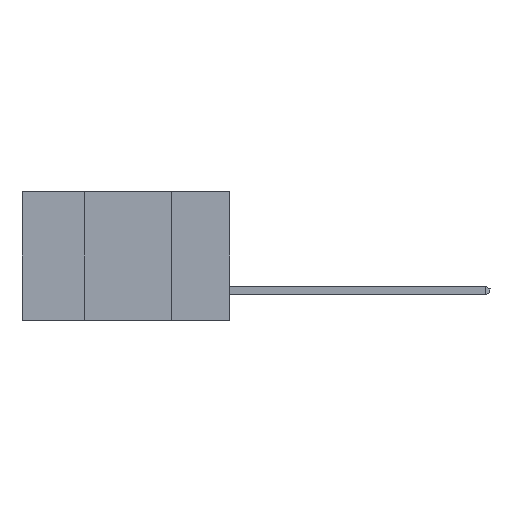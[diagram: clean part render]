
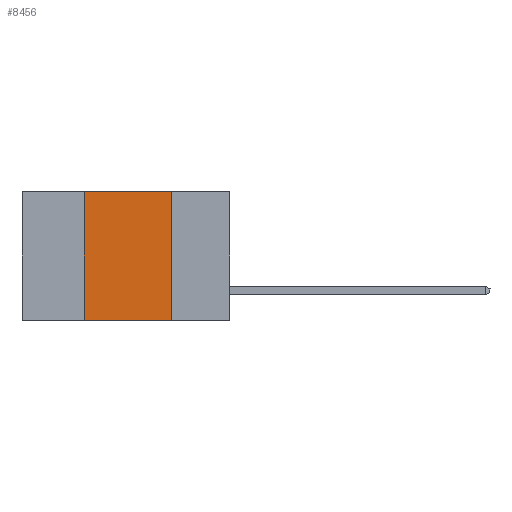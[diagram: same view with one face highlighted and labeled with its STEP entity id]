
A CAD part, left-side view. The second image highlights one B-rep face of the part: STEP entity #8456.
In plain terms, the highlighted planar face has unit normal (-1, 0, 0).
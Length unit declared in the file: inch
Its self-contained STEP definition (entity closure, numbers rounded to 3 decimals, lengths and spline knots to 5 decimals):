
#175 = DIRECTION ( 'NONE',  ( 0., 0., -1. ) ) ;
#965 = VECTOR ( 'NONE', #1265, 39.37008 ) ;
#1213 = DIRECTION ( 'NONE',  ( 0., -1., 0. ) ) ;
#1265 = DIRECTION ( 'NONE',  ( 0., -1., 0. ) ) ;
#1835 = CARTESIAN_POINT ( 'NONE',  ( 0., 0.42, 0. ) ) ;
#1990 = CARTESIAN_POINT ( 'NONE',  ( 0., 0.17, -0.37 ) ) ;
#2667 = LINE ( 'NONE', #14441, #965 ) ;
#3112 = EDGE_CURVE ( 'NONE', #6707, #19258, #16790, .T. ) ;
#3153 = CARTESIAN_POINT ( 'NONE',  ( 0., 0.42, -0.37 ) ) ;
#3535 = VERTEX_POINT ( 'NONE', #9913 ) ;
#4140 = VECTOR ( 'NONE', #1213, 39.37008 ) ;
#5004 = ORIENTED_EDGE ( 'NONE', *, *, #6982, .F. ) ;
#6315 = VECTOR ( 'NONE', #16501, 39.37008 ) ;
#6707 = VERTEX_POINT ( 'NONE', #3153 ) ;
#6982 = EDGE_CURVE ( 'NONE', #3535, #19258, #7123, .T. ) ;
#7123 = LINE ( 'NONE', #19191, #6315 ) ;
#7338 = VECTOR ( 'NONE', #18973, 39.37008 ) ;
#8456 = ADVANCED_FACE ( 'NONE', ( #18197 ), #9296, .F. ) ;
#8705 = ORIENTED_EDGE ( 'NONE', *, *, #3112, .T. ) ;
#9296 = PLANE ( 'NONE',  #10127 ) ;
#9542 = EDGE_CURVE ( 'NONE', #17042, #3535, #2667, .T. ) ;
#9913 = CARTESIAN_POINT ( 'NONE',  ( 0., 0.17, 0. ) ) ;
#10009 = EDGE_CURVE ( 'NONE', #6707, #17042, #19280, .T. ) ;
#10127 = AXIS2_PLACEMENT_3D ( 'NONE', #15309, #10667, #175 ) ;
#10667 = DIRECTION ( 'NONE',  ( 1., 0., 0. ) ) ;
#14441 = CARTESIAN_POINT ( 'NONE',  ( 0., 0.6, 0. ) ) ;
#14746 = ORIENTED_EDGE ( 'NONE', *, *, #9542, .F. ) ;
#15309 = CARTESIAN_POINT ( 'NONE',  ( 0., 0.6, 0. ) ) ;
#16366 = CARTESIAN_POINT ( 'NONE',  ( 0., 0.6, -0.37 ) ) ;
#16501 = DIRECTION ( 'NONE',  ( 0., 0., -1. ) ) ;
#16508 = ORIENTED_EDGE ( 'NONE', *, *, #10009, .F. ) ;
#16790 = LINE ( 'NONE', #16366, #4140 ) ;
#17042 = VERTEX_POINT ( 'NONE', #1835 ) ;
#17598 = CARTESIAN_POINT ( 'NONE',  ( 0., 0.42, -0.37 ) ) ;
#18197 = FACE_OUTER_BOUND ( 'NONE', #19026, .T. ) ;
#18973 = DIRECTION ( 'NONE',  ( 0., 0., 1. ) ) ;
#19026 = EDGE_LOOP ( 'NONE', ( #5004, #14746, #16508, #8705 ) ) ;
#19191 = CARTESIAN_POINT ( 'NONE',  ( 0., 0.17, -0.37 ) ) ;
#19258 = VERTEX_POINT ( 'NONE', #1990 ) ;
#19280 = LINE ( 'NONE', #17598, #7338 ) ;
